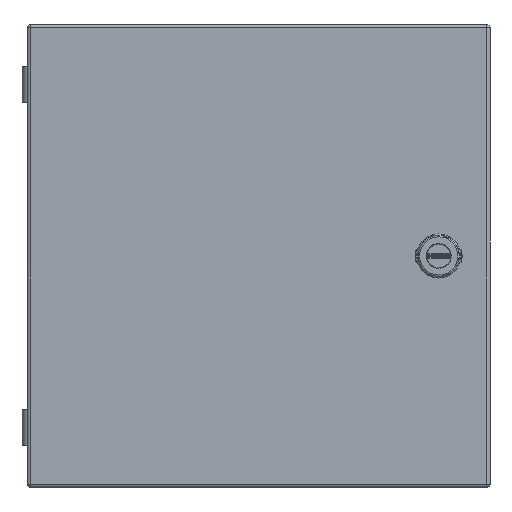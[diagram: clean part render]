
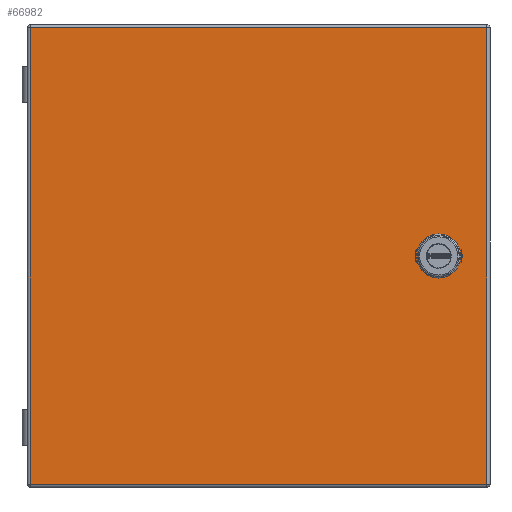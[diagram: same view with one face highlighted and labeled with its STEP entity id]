
A CAD part, top view. The second image highlights one B-rep face of the part: STEP entity #66982.
In plain terms, the highlighted planar face has unit normal (0, 0, 1).
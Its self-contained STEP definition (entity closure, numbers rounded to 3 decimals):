
#4572=FACE_BOUND('',#11526,.T.);
#5226=PLANE('',#71550);
#7527=FACE_OUTER_BOUND('',#11525,.T.);
#11525=EDGE_LOOP('',(#49421,#49422,#49423,#49424));
#11526=EDGE_LOOP('',(#49425,#49426,#49427,#49428,#49429,#49430,#49431,#49432,
#49433,#49434));
#16176=LINE('',#94467,#22728);
#16181=LINE('',#94481,#22733);
#16186=LINE('',#94490,#22738);
#16196=LINE('',#94519,#22748);
#16199=LINE('',#94526,#22751);
#16201=LINE('',#94532,#22753);
#16235=LINE('',#94668,#22787);
#16236=LINE('',#94670,#22788);
#16237=LINE('',#94672,#22789);
#16250=LINE('',#94706,#22802);
#22728=VECTOR('',#78317,0.394);
#22733=VECTOR('',#78330,0.394);
#22738=VECTOR('',#78337,0.394);
#22748=VECTOR('',#78361,0.394);
#22751=VECTOR('',#78370,0.394);
#22753=VECTOR('',#78378,0.394);
#22787=VECTOR('',#78520,0.394);
#22788=VECTOR('',#78523,0.394);
#22789=VECTOR('',#78526,0.394);
#22802=VECTOR('',#78565,0.394);
#28495=CIRCLE('',#71459,0.492);
#28500=CIRCLE('',#71468,0.443);
#28501=CIRCLE('',#71471,0.443);
#28502=CIRCLE('',#71474,0.443);
#30645=VERTEX_POINT('',#94465);
#30646=VERTEX_POINT('',#94466);
#30649=VERTEX_POINT('',#94474);
#30651=VERTEX_POINT('',#94480);
#30654=VERTEX_POINT('',#94488);
#30664=VERTEX_POINT('',#94512);
#30665=VERTEX_POINT('',#94514);
#30666=VERTEX_POINT('',#94518);
#30667=VERTEX_POINT('',#94524);
#30668=VERTEX_POINT('',#94528);
#30670=VERTEX_POINT('',#94535);
#30675=VERTEX_POINT('',#94548);
#30680=VERTEX_POINT('',#94561);
#30685=VERTEX_POINT('',#94574);
#37601=EDGE_CURVE('',#30645,#30646,#16176,.T.);
#37605=EDGE_CURVE('',#30649,#30645,#28495,.T.);
#37608=EDGE_CURVE('',#30651,#30649,#16181,.T.);
#37613=EDGE_CURVE('',#30646,#30654,#16186,.T.);
#37625=EDGE_CURVE('',#30665,#30664,#28500,.T.);
#37627=EDGE_CURVE('',#30666,#30665,#16196,.T.);
#37629=EDGE_CURVE('',#30654,#30666,#28501,.T.);
#37631=EDGE_CURVE('',#30664,#30667,#16199,.T.);
#37633=EDGE_CURVE('',#30667,#30668,#28502,.T.);
#37634=EDGE_CURVE('',#30668,#30651,#16201,.T.);
#37702=EDGE_CURVE('',#30670,#30685,#16235,.T.);
#37703=EDGE_CURVE('',#30685,#30680,#16236,.T.);
#37704=EDGE_CURVE('',#30680,#30675,#16237,.T.);
#37721=EDGE_CURVE('',#30675,#30670,#16250,.T.);
#49421=ORIENTED_EDGE('',*,*,#37721,.T.);
#49422=ORIENTED_EDGE('',*,*,#37702,.T.);
#49423=ORIENTED_EDGE('',*,*,#37703,.T.);
#49424=ORIENTED_EDGE('',*,*,#37704,.T.);
#49425=ORIENTED_EDGE('',*,*,#37601,.T.);
#49426=ORIENTED_EDGE('',*,*,#37613,.T.);
#49427=ORIENTED_EDGE('',*,*,#37629,.T.);
#49428=ORIENTED_EDGE('',*,*,#37627,.T.);
#49429=ORIENTED_EDGE('',*,*,#37625,.T.);
#49430=ORIENTED_EDGE('',*,*,#37631,.T.);
#49431=ORIENTED_EDGE('',*,*,#37633,.T.);
#49432=ORIENTED_EDGE('',*,*,#37634,.T.);
#49433=ORIENTED_EDGE('',*,*,#37608,.T.);
#49434=ORIENTED_EDGE('',*,*,#37605,.T.);
#66982=ADVANCED_FACE('',(#7527,#4572),#5226,.T.);
#71459=AXIS2_PLACEMENT_3D('',#94475,#78323,#78324);
#71468=AXIS2_PLACEMENT_3D('',#94515,#78356,#78357);
#71471=AXIS2_PLACEMENT_3D('',#94522,#78365,#78366);
#71474=AXIS2_PLACEMENT_3D('',#94530,#78374,#78375);
#71550=AXIS2_PLACEMENT_3D('',#94715,#78579,#78580);
#78317=DIRECTION('',(0.,-1.,0.));
#78323=DIRECTION('center_axis',(0.,0.,-1.));
#78324=DIRECTION('ref_axis',(1.,0.,0.));
#78330=DIRECTION('',(-1.,0.,0.));
#78337=DIRECTION('',(1.,0.,0.));
#78356=DIRECTION('center_axis',(0.,0.,-1.));
#78357=DIRECTION('ref_axis',(1.,0.,0.));
#78361=DIRECTION('',(0.,-1.,0.));
#78365=DIRECTION('center_axis',(0.,0.,-1.));
#78366=DIRECTION('ref_axis',(1.,0.,0.));
#78370=DIRECTION('',(-1.,0.,0.));
#78374=DIRECTION('center_axis',(0.,0.,-1.));
#78375=DIRECTION('ref_axis',(1.,0.,0.));
#78378=DIRECTION('',(0.,1.,0.));
#78520=DIRECTION('',(0.,1.,0.));
#78523=DIRECTION('',(-1.,0.,0.));
#78526=DIRECTION('',(0.,-1.,0.));
#78565=DIRECTION('',(1.,0.,0.));
#78579=DIRECTION('center_axis',(0.,0.,1.));
#78580=DIRECTION('ref_axis',(1.,0.,0.));
#94465=CARTESIAN_POINT('',(4.904,0.486,0.053));
#94466=CARTESIAN_POINT('',(4.904,0.396,0.053));
#94467=CARTESIAN_POINT('',(4.904,0.243,0.053));
#94474=CARTESIAN_POINT('',(4.339,-0.079,0.053));
#94475=CARTESIAN_POINT('Origin',(4.825,0.,0.053));
#94480=CARTESIAN_POINT('',(4.429,-0.079,0.053));
#94481=CARTESIAN_POINT('',(2.452,-0.079,0.053));
#94488=CARTESIAN_POINT('',(5.024,0.396,0.053));
#94490=CARTESIAN_POINT('',(2.313,0.396,0.053));
#94512=CARTESIAN_POINT('',(5.024,-0.396,0.053));
#94514=CARTESIAN_POINT('',(5.221,-0.199,0.053));
#94515=CARTESIAN_POINT('Origin',(4.825,0.,0.053));
#94518=CARTESIAN_POINT('',(5.221,0.199,0.053));
#94519=CARTESIAN_POINT('',(5.221,0.1,0.053));
#94522=CARTESIAN_POINT('Origin',(4.825,0.,0.053));
#94524=CARTESIAN_POINT('',(4.626,-0.396,0.053));
#94526=CARTESIAN_POINT('',(2.512,-0.396,0.053));
#94528=CARTESIAN_POINT('',(4.429,-0.199,0.053));
#94530=CARTESIAN_POINT('Origin',(4.825,0.,0.053));
#94532=CARTESIAN_POINT('',(4.429,-0.1,0.053));
#94535=CARTESIAN_POINT('',(6.116,-6.116,0.053));
#94548=CARTESIAN_POINT('',(-6.116,-6.116,0.053));
#94561=CARTESIAN_POINT('',(-6.116,6.116,0.053));
#94574=CARTESIAN_POINT('',(6.116,6.116,0.053));
#94668=CARTESIAN_POINT('',(6.116,3.1,0.053));
#94670=CARTESIAN_POINT('',(-3.058,6.116,0.053));
#94672=CARTESIAN_POINT('',(-6.116,-3.1,0.053));
#94706=CARTESIAN_POINT('',(3.058,-6.116,0.053));
#94715=CARTESIAN_POINT('Origin',(0.,0.,0.053));
